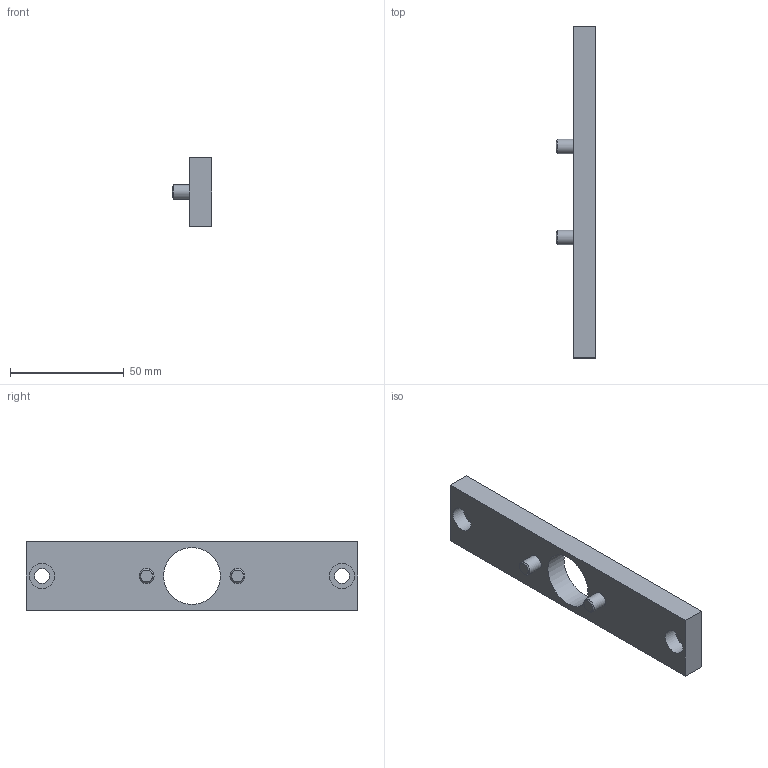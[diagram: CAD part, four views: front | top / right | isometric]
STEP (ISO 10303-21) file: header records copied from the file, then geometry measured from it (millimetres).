
FILE_DESCRIPTION(/* description */ ('STEP AP214'),/* implementation_level */ '2;1');
FILE_NAME(/* name */ '546557_FZF-1_5_8',/* time_stamp */ '2024-08-28T19:45:43+02:00',/* author */ ('License CC BY-ND 4.0'),/* organization */ ('CADENAS'),/* preprocessor_version */ 'ST-DEVELOPER v19.3',/* originating_system */ 'PARTsolutions',/* authorisation */ ' ');
FILE_SCHEMA (('FEATURE_BASED_PROCESS_PLANNING','AUTOMOTIVE_DESIGN {1 0 10303 214 3 1 1}'));
Length unit declared in the file: millimetre
Products named in the file (3): 546557 FZF-1-5/8---(USA); 546557 FZF-1 5/8---(USA)_p; 706995 1/4 UNC-2Ax7/16''
Assembly tree (1 placements, depth 2):
  546557 FZF-1-5/8---(USA)
    546557 FZF-1 5/8---(USA)_p
  706995 1/4 UNC-2Ax7/16''
Bounding box: 17.46 x 146 x 30 mm (x, y, z)
Volume: 37447.7 mm3; surface area: 14147.8 mm2
Topology: 3 solids, 3 shells, 47 faces, 95 edges, 62 vertices
Faces by surface type: plane 30, cylinder 13, cone 4
Full cylindrical faces by diameter (mm): 6.35 x2, 6.6 x4, 9.525 x2, 11 x4, 25 x1
Entity records: 907 total; most frequent: DIRECTION 152, CARTESIAN_POINT 135, ORIENTED_EDGE 108, EDGE_LOOP 62, FACE_BOUND 62, AXIS2_PLACEMENT_3D 61, EDGE_CURVE 54, VERTEX_POINT 44
